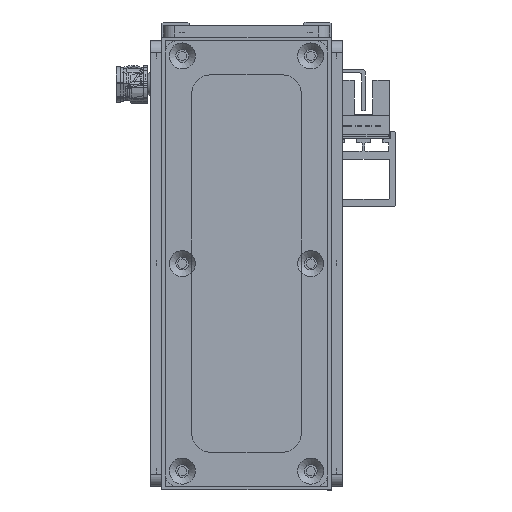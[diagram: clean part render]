
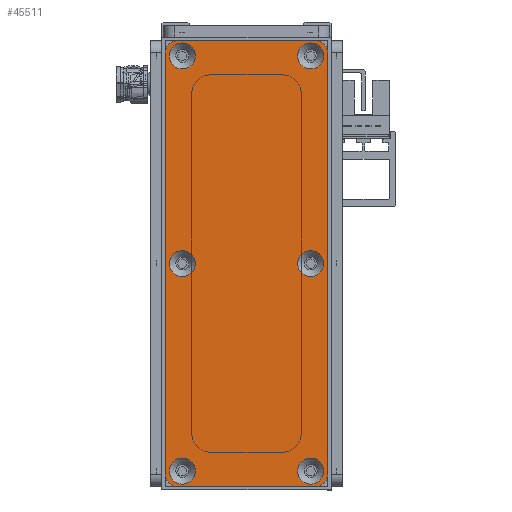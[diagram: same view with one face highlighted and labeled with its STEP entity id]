
A CAD part, front view. The second image highlights one B-rep face of the part: STEP entity #45511.
In plain terms, the highlighted face is planar.
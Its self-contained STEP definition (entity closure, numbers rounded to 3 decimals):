
#758=FACE_BOUND('',#7487,.T.);
#759=FACE_BOUND('',#7488,.T.);
#760=FACE_BOUND('',#7489,.T.);
#761=FACE_BOUND('',#7490,.T.);
#762=FACE_BOUND('',#7491,.T.);
#763=FACE_BOUND('',#7492,.T.);
#1769=PLANE('',#49653);
#4724=FACE_OUTER_BOUND('',#7486,.T.);
#7486=EDGE_LOOP('',(#37359,#37360,#37361,#37362,#37363,#37364,#37365,#37366));
#7487=EDGE_LOOP('',(#37367));
#7488=EDGE_LOOP('',(#37368));
#7489=EDGE_LOOP('',(#37369));
#7490=EDGE_LOOP('',(#37370));
#7491=EDGE_LOOP('',(#37371));
#7492=EDGE_LOOP('',(#37372));
#10591=LINE('',#72396,#15488);
#10595=LINE('',#72408,#15492);
#10599=LINE('',#72420,#15496);
#10603=LINE('',#72430,#15500);
#15488=VECTOR('',#57896,10.);
#15492=VECTOR('',#57908,10.);
#15496=VECTOR('',#57920,10.);
#15500=VECTOR('',#57932,10.);
#19847=CIRCLE('',#49607,3.45);
#19850=CIRCLE('',#49612,3.45);
#19853=CIRCLE('',#49617,3.45);
#19856=CIRCLE('',#49622,3.45);
#19859=CIRCLE('',#49627,3.45);
#19862=CIRCLE('',#49632,3.45);
#19866=CIRCLE('',#49638,3.);
#19868=CIRCLE('',#49642,3.);
#19870=CIRCLE('',#49646,3.);
#19872=CIRCLE('',#49650,3.);
#22151=VERTEX_POINT('',#72324);
#22154=VERTEX_POINT('',#72334);
#22157=VERTEX_POINT('',#72344);
#22160=VERTEX_POINT('',#72354);
#22163=VERTEX_POINT('',#72364);
#22166=VERTEX_POINT('',#72374);
#22171=VERTEX_POINT('',#72387);
#22172=VERTEX_POINT('',#72389);
#22174=VERTEX_POINT('',#72395);
#22176=VERTEX_POINT('',#72401);
#22178=VERTEX_POINT('',#72407);
#22180=VERTEX_POINT('',#72413);
#22182=VERTEX_POINT('',#72419);
#22184=VERTEX_POINT('',#72425);
#27564=EDGE_CURVE('',#22151,#22151,#19847,.T.);
#27569=EDGE_CURVE('',#22154,#22154,#19850,.T.);
#27574=EDGE_CURVE('',#22157,#22157,#19853,.T.);
#27579=EDGE_CURVE('',#22160,#22160,#19856,.T.);
#27584=EDGE_CURVE('',#22163,#22163,#19859,.T.);
#27589=EDGE_CURVE('',#22166,#22166,#19862,.T.);
#27596=EDGE_CURVE('',#22172,#22171,#19866,.T.);
#27599=EDGE_CURVE('',#22174,#22172,#10591,.T.);
#27602=EDGE_CURVE('',#22176,#22174,#19868,.T.);
#27605=EDGE_CURVE('',#22178,#22176,#10595,.T.);
#27608=EDGE_CURVE('',#22180,#22178,#19870,.T.);
#27611=EDGE_CURVE('',#22182,#22180,#10599,.T.);
#27614=EDGE_CURVE('',#22184,#22182,#19872,.T.);
#27617=EDGE_CURVE('',#22171,#22184,#10603,.T.);
#37359=ORIENTED_EDGE('',*,*,#27617,.T.);
#37360=ORIENTED_EDGE('',*,*,#27614,.T.);
#37361=ORIENTED_EDGE('',*,*,#27611,.T.);
#37362=ORIENTED_EDGE('',*,*,#27608,.T.);
#37363=ORIENTED_EDGE('',*,*,#27605,.T.);
#37364=ORIENTED_EDGE('',*,*,#27602,.T.);
#37365=ORIENTED_EDGE('',*,*,#27599,.T.);
#37366=ORIENTED_EDGE('',*,*,#27596,.T.);
#37367=ORIENTED_EDGE('',*,*,#27564,.T.);
#37368=ORIENTED_EDGE('',*,*,#27569,.T.);
#37369=ORIENTED_EDGE('',*,*,#27574,.T.);
#37370=ORIENTED_EDGE('',*,*,#27579,.T.);
#37371=ORIENTED_EDGE('',*,*,#27584,.T.);
#37372=ORIENTED_EDGE('',*,*,#27589,.T.);
#45511=ADVANCED_FACE('',(#4724,#758,#759,#760,#761,#762,#763),#1769,.T.);
#49607=AXIS2_PLACEMENT_3D('',#72325,#57815,#57816);
#49612=AXIS2_PLACEMENT_3D('',#72335,#57827,#57828);
#49617=AXIS2_PLACEMENT_3D('',#72345,#57839,#57840);
#49622=AXIS2_PLACEMENT_3D('',#72355,#57851,#57852);
#49627=AXIS2_PLACEMENT_3D('',#72365,#57863,#57864);
#49632=AXIS2_PLACEMENT_3D('',#72375,#57875,#57876);
#49638=AXIS2_PLACEMENT_3D('',#72390,#57890,#57891);
#49642=AXIS2_PLACEMENT_3D('',#72402,#57902,#57903);
#49646=AXIS2_PLACEMENT_3D('',#72414,#57914,#57915);
#49650=AXIS2_PLACEMENT_3D('',#72426,#57926,#57927);
#49653=AXIS2_PLACEMENT_3D('',#72432,#57935,#57936);
#57815=DIRECTION('center_axis',(0.,0.,-1.));
#57816=DIRECTION('ref_axis',(1.,0.,0.));
#57827=DIRECTION('center_axis',(0.,0.,-1.));
#57828=DIRECTION('ref_axis',(1.,0.,0.));
#57839=DIRECTION('center_axis',(0.,0.,-1.));
#57840=DIRECTION('ref_axis',(1.,0.,0.));
#57851=DIRECTION('center_axis',(0.,0.,-1.));
#57852=DIRECTION('ref_axis',(1.,0.,0.));
#57863=DIRECTION('center_axis',(0.,0.,-1.));
#57864=DIRECTION('ref_axis',(1.,0.,0.));
#57875=DIRECTION('center_axis',(0.,0.,-1.));
#57876=DIRECTION('ref_axis',(1.,0.,0.));
#57890=DIRECTION('center_axis',(0.,0.,1.));
#57891=DIRECTION('ref_axis',(-1.,0.,0.));
#57896=DIRECTION('',(0.,1.,0.));
#57902=DIRECTION('center_axis',(0.,0.,1.));
#57903=DIRECTION('ref_axis',(0.,1.,0.));
#57908=DIRECTION('',(1.,0.,0.));
#57914=DIRECTION('center_axis',(0.,0.,1.));
#57915=DIRECTION('ref_axis',(1.,0.,0.));
#57920=DIRECTION('',(0.,-1.,0.));
#57926=DIRECTION('center_axis',(0.,0.,1.));
#57927=DIRECTION('ref_axis',(0.,-1.,0.));
#57932=DIRECTION('',(-1.,0.,0.));
#57935=DIRECTION('center_axis',(0.,0.,1.));
#57936=DIRECTION('ref_axis',(1.,0.,0.));
#72324=CARTESIAN_POINT('',(110.55,4.5,3.));
#72325=CARTESIAN_POINT('Origin',(114.,4.5,3.));
#72334=CARTESIAN_POINT('',(55.55,38.5,3.));
#72335=CARTESIAN_POINT('Origin',(59.,38.5,3.));
#72344=CARTESIAN_POINT('',(55.55,4.5,3.));
#72345=CARTESIAN_POINT('Origin',(59.,4.5,3.));
#72354=CARTESIAN_POINT('',(0.55,38.5,3.));
#72355=CARTESIAN_POINT('Origin',(4.,38.5,3.));
#72364=CARTESIAN_POINT('',(110.55,38.5,3.));
#72365=CARTESIAN_POINT('Origin',(114.,38.5,3.));
#72374=CARTESIAN_POINT('',(0.55,4.5,3.));
#72375=CARTESIAN_POINT('Origin',(4.,4.5,3.));
#72387=CARTESIAN_POINT('',(115.,43.,3.));
#72389=CARTESIAN_POINT('',(118.,40.,3.));
#72390=CARTESIAN_POINT('Origin',(115.,40.,3.));
#72395=CARTESIAN_POINT('',(118.,3.,3.));
#72396=CARTESIAN_POINT('',(118.,40.,3.));
#72401=CARTESIAN_POINT('',(115.,0.,3.));
#72402=CARTESIAN_POINT('Origin',(115.,3.,3.));
#72407=CARTESIAN_POINT('',(3.,0.,3.));
#72408=CARTESIAN_POINT('',(115.,0.,3.));
#72413=CARTESIAN_POINT('',(0.,3.,3.));
#72414=CARTESIAN_POINT('Origin',(3.,3.,3.));
#72419=CARTESIAN_POINT('',(0.,40.,3.));
#72420=CARTESIAN_POINT('',(0.,3.,3.));
#72425=CARTESIAN_POINT('',(3.,43.,3.));
#72426=CARTESIAN_POINT('Origin',(3.,40.,3.));
#72430=CARTESIAN_POINT('',(3.,43.,3.));
#72432=CARTESIAN_POINT('Origin',(59.,21.5,3.));
